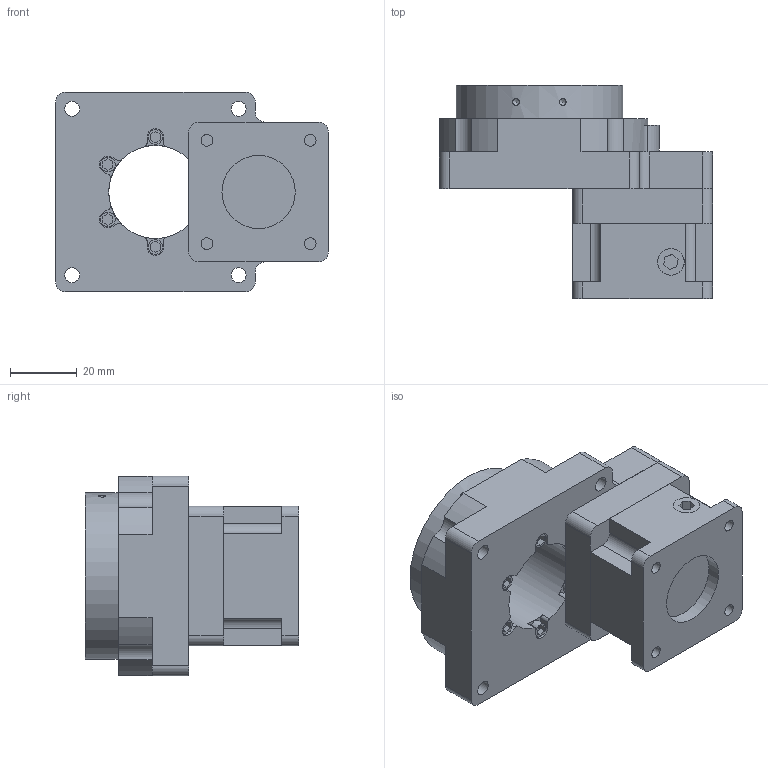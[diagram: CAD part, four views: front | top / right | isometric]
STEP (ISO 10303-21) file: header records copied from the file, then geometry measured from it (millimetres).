
FILE_DESCRIPTION(/* description */ (''),/* implementation_level */ '2;1');
FILE_NAME(/* name */ 'D-00005328.stp',/* time_stamp */ '2025-01-14T10:30:24+01:00',/* author */ ('angelika.schneid'),/* organization */ (''),/* preprocessor_version */ 'ST-DEVELOPER v18.1',/* originating_system */ 'Autodesk Inventor 2021',/* authorisation */ '');
FILE_SCHEMA (('AUTOMOTIVE_DESIGN { 1 0 10303 214 3 1 1 }'));
Length unit declared in the file: millimetre
Products named in the file (1): D-00005328
Bounding box: 82 x 64 x 60 mm (x, y, z)
Volume: 137142.4 mm3; surface area: 33488.9 mm2
Topology: 3 solids, 3 shells, 231 faces, 596 edges, 392 vertices
Faces by surface type: plane 121, cylinder 94, cone 16
Full cylindrical faces by diameter (mm): 2.013 x8, 2.459 x6, 3 x2, 3.5 x4, 4.4 x6, 4.5 x4, 7.98 x1, 8 x2, 22 x1, 28 x1, 31 x1, 32 x1, 40 x1, 50 x1, 58 x1
Entity records: 7152 total; most frequent: CARTESIAN_POINT 1306, DIRECTION 1236, ORIENTED_EDGE 1160, EDGE_CURVE 580, AXIS2_PLACEMENT_3D 430, VERTEX_POINT 392, LINE 376, VECTOR 376
